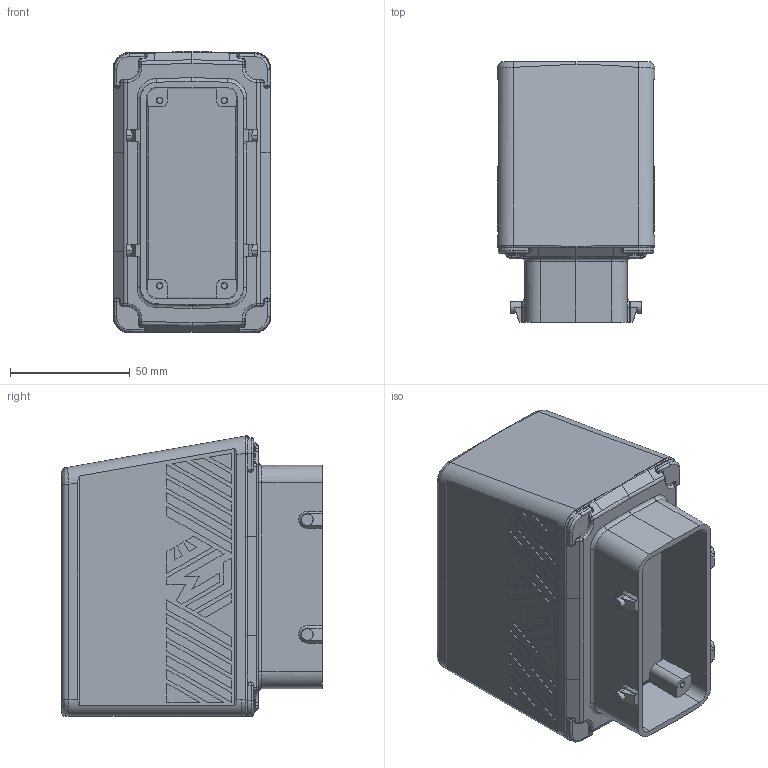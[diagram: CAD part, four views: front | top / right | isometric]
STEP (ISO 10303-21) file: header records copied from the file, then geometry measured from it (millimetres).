
FILE_DESCRIPTION(('CoCreate Modeling STEP Export'),'2;1');
FILE_NAME('CBC 16.stp','2011-04-29T13:24:47',(''),(''),'CoCreate Modeling STEP processor for AP214 (Solid Model)','CoCreate Modeling 16.00A 16-Aug-2008 (C) Parametric Technology GmbH','');
FILE_SCHEMA(('AUTOMOTIVE_DESIGN { 1 0 10303 214 1 1 1 1 }'));
Products named in the file (2): 53848_Body_1
Assembly tree (1 placements, depth 2):
  53848_Body_1
    53848_Body_1
Bounding box: 66.01 x 108.97 x 117.26 mm (x, y, z)
Volume: 611416 mm3; surface area: 56912.1 mm2
Topology: 1 solids, 1 shells, 644 faces, 1586 edges, 980 vertices
Faces by surface type: plane 332, cylinder 148, bspline 114, torus 26, sphere 12, cone 12
Entity records: 42102 total; most frequent: CARTESIAN_POINT 27590, ORIENTED_EDGE 3160, DIRECTION 2603, EDGE_CURVE 1580, VECTOR 1019, LINE 1019, VERTEX_POINT 980, AXIS2_PLACEMENT_3D 792
